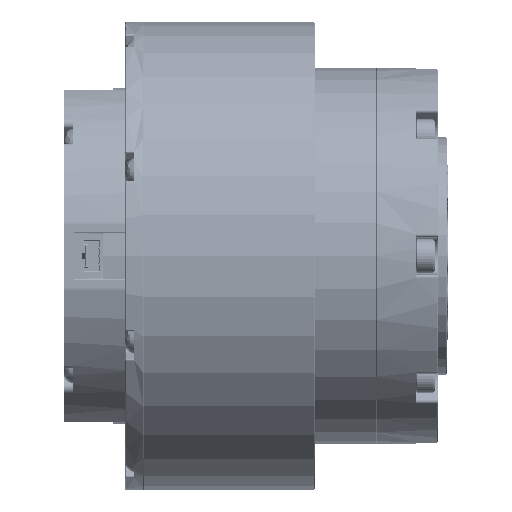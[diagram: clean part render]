
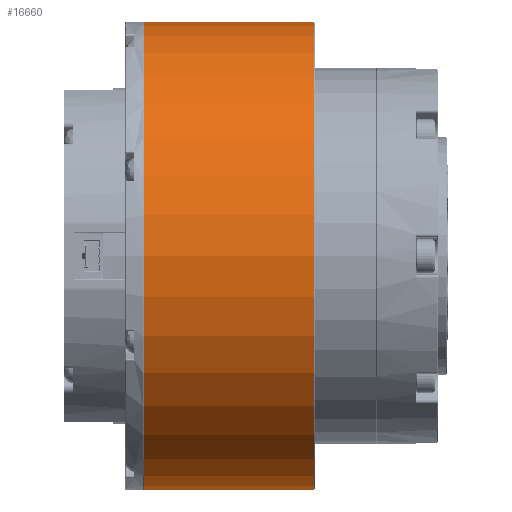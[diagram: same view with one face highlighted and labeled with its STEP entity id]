
A CAD part, left-side view. The second image highlights one B-rep face of the part: STEP entity #16660.
In plain terms, the highlighted cylindrical face has radius 38 mm (diameter 76 mm), a partial arc.
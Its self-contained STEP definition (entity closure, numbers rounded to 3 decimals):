
#4709=DIRECTION('',(0.,1.,0.));
#4710=VECTOR('',#4709,27.579);
#4711=CARTESIAN_POINT('',(0.,22.23,-38.));
#4712=LINE('',#4711,#4710);
#4965=CARTESIAN_POINT('',(0.,49.81,0.));
#4966=DIRECTION('',(0.,-1.,0.));
#4967=DIRECTION('',(0.,0.,1.));
#4968=AXIS2_PLACEMENT_3D('',#4965,#4966,#4967);
#4970=DIRECTION('',(0.,1.,0.));
#4971=VECTOR('',#4970,27.579);
#4972=CARTESIAN_POINT('',(0.,22.23,38.));
#4973=LINE('',#4972,#4971);
#4974=CARTESIAN_POINT('',(0.,22.23,0.));
#4975=DIRECTION('',(0.,-1.,0.));
#4976=DIRECTION('',(0.,0.,1.));
#4977=AXIS2_PLACEMENT_3D('',#4974,#4975,#4976);
#8696=CARTESIAN_POINT('',(0.,22.23,38.));
#8697=CARTESIAN_POINT('',(0.,22.23,-38.));
#8698=VERTEX_POINT('',#8696);
#8699=VERTEX_POINT('',#8697);
#8782=CARTESIAN_POINT('',(0.,49.81,38.));
#8783=CARTESIAN_POINT('',(0.,49.81,-38.));
#8784=VERTEX_POINT('',#8782);
#8785=VERTEX_POINT('',#8783);
#16648=CARTESIAN_POINT('',(0.,0.,0.));
#16649=DIRECTION('',(0.,-1.,0.));
#16650=DIRECTION('',(0.,0.,-1.));
#16651=AXIS2_PLACEMENT_3D('',#16648,#16649,#16650);
#16652=CYLINDRICAL_SURFACE('',#16651,38.);
#16654=ORIENTED_EDGE('',*,*,#16653,.F.);
#16655=ORIENTED_EDGE('',*,*,#16351,.F.);
#16656=ORIENTED_EDGE('',*,*,#16273,.T.);
#16657=ORIENTED_EDGE('',*,*,#16348,.T.);
#16658=EDGE_LOOP('',(#16654,#16655,#16656,#16657));
#16659=FACE_OUTER_BOUND('',#16658,.F.);
#16660=ADVANCED_FACE('',(#16659),#16652,.T.);
#4969=CIRCLE('',#4968,38.);
#4978=CIRCLE('',#4977,38.);
#16273=EDGE_CURVE('',#8698,#8699,#4978,.T.);
#16348=EDGE_CURVE('',#8699,#8785,#4712,.T.);
#16351=EDGE_CURVE('',#8698,#8784,#4973,.T.);
#16653=EDGE_CURVE('',#8784,#8785,#4969,.T.);
